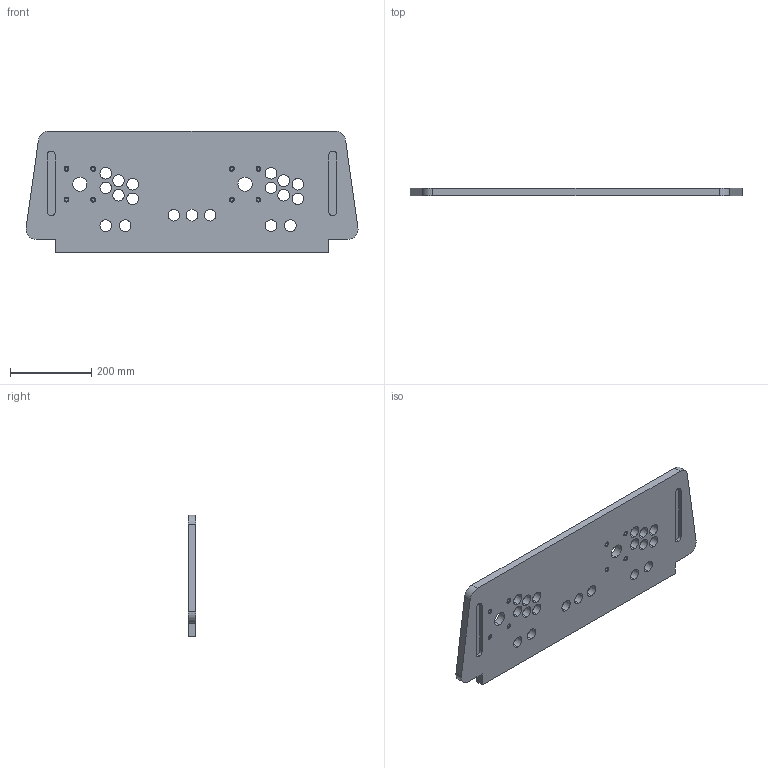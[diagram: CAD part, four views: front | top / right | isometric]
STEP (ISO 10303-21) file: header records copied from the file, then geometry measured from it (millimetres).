
FILE_DESCRIPTION (( 'STEP AP214' ), '1' );
FILE_NAME ('Control Panel.STEP', '2020-02-13T23:12:42', ( '' ), ( '' ), 'SwSTEP 2.0', 'SolidWorks 2019', '' );
FILE_SCHEMA (( 'AUTOMOTIVE_DESIGN' ));
Length unit declared in the file: inch
Products named in the file (1): Control Panel
Bounding box: 816.5 x 19.05 x 299.47 mm (x, y, z)
Volume: 4083389 mm3; surface area: 519212.6 mm2
Topology: 1 solids, 1 shells, 116 faces, 288 edges, 192 vertices
Faces by surface type: cylinder 84, plane 32
Entity records: 3664 total; most frequent: DIRECTION 690, CARTESIAN_POINT 597, ORIENTED_EDGE 576, EDGE_CURVE 288, AXIS2_PLACEMENT_3D 285, VERTEX_POINT 192, EDGE_LOOP 176, CIRCLE 168
